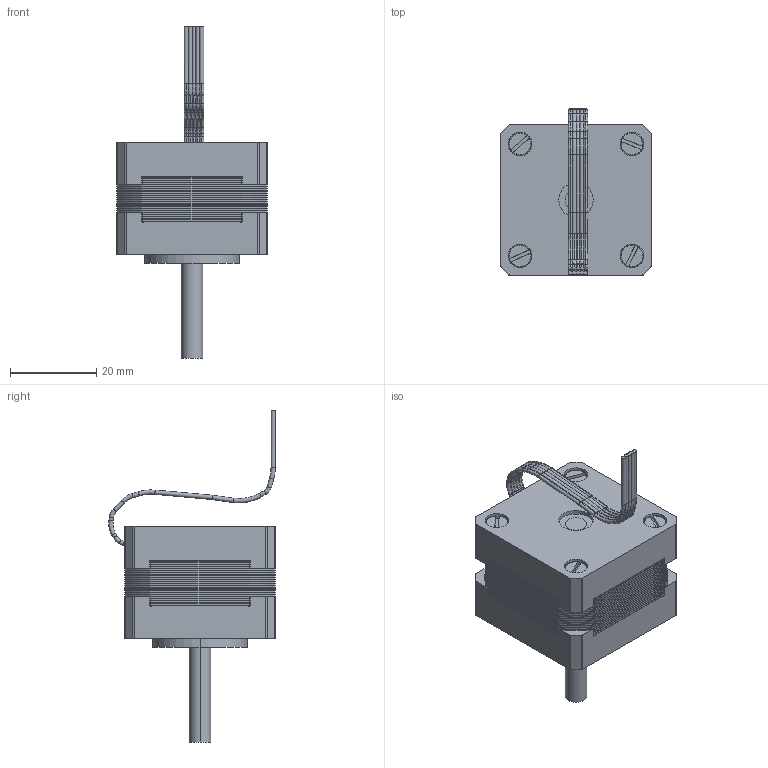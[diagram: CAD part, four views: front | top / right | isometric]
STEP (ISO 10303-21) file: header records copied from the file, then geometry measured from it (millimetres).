
FILE_DESCRIPTION (( 'STEP AP203' ), '1' );
FILE_NAME ('NEMA14.STEP', '2018-09-08T18:21:38', ( '' ), ( '' ), 'SwSTEP 2.0', 'SolidWorks 2013', '' );
FILE_SCHEMA (( 'CONFIG_CONTROL_DESIGN' ));
Length unit declared in the file: millimetre
Products named in the file (7): Welle_14; Lagerschild_14; Schraube_M3x5; Connector_14; Stator_14; Kollektorschild_14; NEMA14
Assembly tree (9 placements, depth 2):
  NEMA14
    Lagerschild_14
    Welle_14
    Stator_14
    Kollektorschild_14
    Schraube_M3x5  x4
    Connector_14
Bounding box: 35 x 38.72 x 77.14 mm (x, y, z)
Volume: 25580.1 mm3; surface area: 17994 mm2
Topology: 9 solids, 9 shells, 1212 faces, 2618 edges, 1444 vertices
Faces by surface type: cylinder 505, bspline 330, plane 208, torus 135, cone 34
Entity records: 34341 total; most frequent: CARTESIAN_POINT 10346, ORIENTED_EDGE 4948, DIRECTION 4941, EDGE_CURVE 2474, AXIS2_PLACEMENT_3D 1987, VERTEX_POINT 1348, EDGE_LOOP 1196, FACE_OUTER_BOUND 1155
